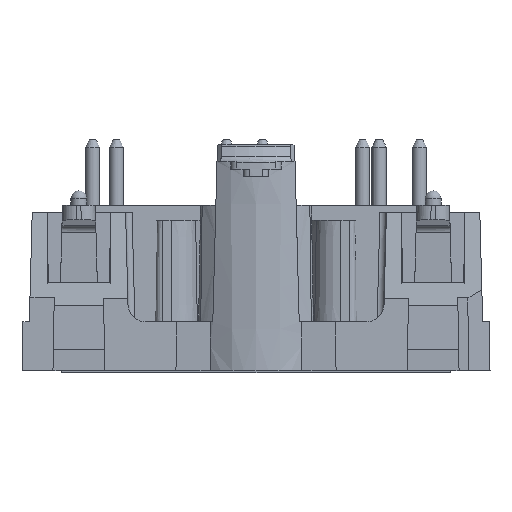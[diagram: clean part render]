
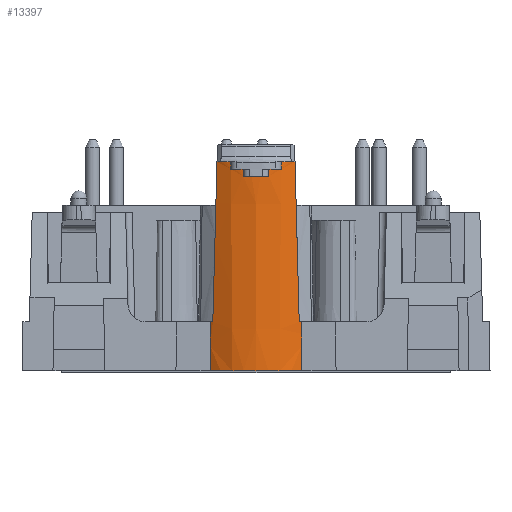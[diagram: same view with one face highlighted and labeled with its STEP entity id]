
A CAD part, left-side view. The second image highlights one B-rep face of the part: STEP entity #13397.
In plain terms, the highlighted conical face has half-angle 0.516 degrees and reference radius 5.5 mm.
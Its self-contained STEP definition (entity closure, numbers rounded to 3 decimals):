
#42=CONICAL_SURFACE('',#18426,5.5,0.009);
#141=CIRCLE('',#17933,5.469);
#233=CIRCLE('',#18318,5.5);
#236=CIRCLE('',#18323,5.5);
#254=CIRCLE('',#18347,5.6);
#256=CIRCLE('',#18427,5.595);
#257=CIRCLE('',#18428,5.591);
#258=CIRCLE('',#18429,5.595);
#259=CIRCLE('',#18430,5.6);
#656=ELLIPSE('',#18363,248.172,3.71);
#672=ELLIPSE('',#18431,283.039,6.957);
#673=ELLIPSE('',#18432,248.172,3.71);
#674=ELLIPSE('',#18433,283.039,6.957);
#1762=B_SPLINE_CURVE_WITH_KNOTS('',3,(#26754,#26755,#26756,#26757),
 .UNSPECIFIED.,.F.,.F.,(4,4),(0.002,0.002),
 .UNSPECIFIED.);
#1763=B_SPLINE_CURVE_WITH_KNOTS('',3,(#26761,#26762,#26763,#26764),
 .UNSPECIFIED.,.F.,.F.,(4,4),(0.002,0.002),
 .UNSPECIFIED.);
#1764=B_SPLINE_CURVE_WITH_KNOTS('',3,(#26768,#26769,#26770,#26771),
 .UNSPECIFIED.,.F.,.F.,(4,4),(0.002,0.003),
 .UNSPECIFIED.);
#1765=B_SPLINE_CURVE_WITH_KNOTS('',3,(#26775,#26776,#26777,#26778),
 .UNSPECIFIED.,.F.,.F.,(4,4),(0.002,0.002),
 .UNSPECIFIED.);
#4416=ORIENTED_EDGE('',*,*,#6704,.T.);
#4417=ORIENTED_EDGE('',*,*,#6832,.T.);
#4418=ORIENTED_EDGE('',*,*,#6833,.T.);
#4419=ORIENTED_EDGE('',*,*,#6834,.T.);
#4420=ORIENTED_EDGE('',*,*,#6835,.T.);
#4421=ORIENTED_EDGE('',*,*,#6836,.T.);
#4422=ORIENTED_EDGE('',*,*,#6837,.T.);
#4423=ORIENTED_EDGE('',*,*,#6838,.T.);
#4424=ORIENTED_EDGE('',*,*,#6839,.T.);
#4425=ORIENTED_EDGE('',*,*,#6840,.F.);
#4426=ORIENTED_EDGE('',*,*,#6669,.T.);
#4427=ORIENTED_EDGE('',*,*,#6841,.T.);
#4428=ORIENTED_EDGE('',*,*,#6056,.F.);
#4429=ORIENTED_EDGE('',*,*,#6724,.F.);
#4430=ORIENTED_EDGE('',*,*,#6664,.T.);
#4431=ORIENTED_EDGE('',*,*,#6842,.F.);
#6056=EDGE_CURVE('',#7691,#7692,#141,.T.);
#6664=EDGE_CURVE('',#8099,#8100,#233,.T.);
#6669=EDGE_CURVE('',#8101,#8105,#236,.T.);
#6704=EDGE_CURVE('',#8134,#8138,#254,.T.);
#6724=EDGE_CURVE('',#8099,#7691,#656,.T.);
#6832=EDGE_CURVE('',#8138,#8207,#1762,.T.);
#6833=EDGE_CURVE('',#8207,#8208,#256,.T.);
#6834=EDGE_CURVE('',#8208,#8209,#1763,.T.);
#6835=EDGE_CURVE('',#8209,#8210,#257,.T.);
#6836=EDGE_CURVE('',#8210,#8211,#1764,.T.);
#6837=EDGE_CURVE('',#8211,#8212,#258,.T.);
#6838=EDGE_CURVE('',#8212,#8213,#1765,.T.);
#6839=EDGE_CURVE('',#8213,#8214,#259,.T.);
#6840=EDGE_CURVE('',#8101,#8214,#672,.F.);
#6841=EDGE_CURVE('',#8105,#7692,#673,.F.);
#6842=EDGE_CURVE('',#8134,#8100,#674,.F.);
#7691=VERTEX_POINT('',#25106);
#7692=VERTEX_POINT('',#25108);
#8099=VERTEX_POINT('',#26412);
#8100=VERTEX_POINT('',#26415);
#8101=VERTEX_POINT('',#26419);
#8105=VERTEX_POINT('',#26426);
#8134=VERTEX_POINT('',#26489);
#8138=VERTEX_POINT('',#26500);
#8207=VERTEX_POINT('',#26758);
#8208=VERTEX_POINT('',#26760);
#8209=VERTEX_POINT('',#26765);
#8210=VERTEX_POINT('',#26767);
#8211=VERTEX_POINT('',#26772);
#8212=VERTEX_POINT('',#26774);
#8213=VERTEX_POINT('',#26779);
#8214=VERTEX_POINT('',#26781);
#11244=EDGE_LOOP('',(#4416,#4417,#4418,#4419,#4420,#4421,#4422,#4423,#4424,
#4425,#4426,#4427,#4428,#4429,#4430,#4431));
#12146=FACE_BOUND('',#11244,.T.);
#13397=ADVANCED_FACE('',(#12146),#42,.T.);
#17933=AXIS2_PLACEMENT_3D('',#25107,#19662,#19663);
#18318=AXIS2_PLACEMENT_3D('',#26416,#20828,#20829);
#18323=AXIS2_PLACEMENT_3D('',#26427,#20839,#20840);
#18347=AXIS2_PLACEMENT_3D('',#26501,#20900,#20901);
#18363=AXIS2_PLACEMENT_3D('',#26539,#20942,#20943);
#18426=AXIS2_PLACEMENT_3D('',#26753,#21158,#21159);
#18427=AXIS2_PLACEMENT_3D('',#26759,#21160,#21161);
#18428=AXIS2_PLACEMENT_3D('',#26766,#21162,#21163);
#18429=AXIS2_PLACEMENT_3D('',#26773,#21164,#21165);
#18430=AXIS2_PLACEMENT_3D('',#26780,#21166,#21167);
#18431=AXIS2_PLACEMENT_3D('',#26782,#21168,#21169);
#18432=AXIS2_PLACEMENT_3D('',#26783,#21170,#21171);
#18433=AXIS2_PLACEMENT_3D('',#26784,#21172,#21173);
#19662=DIRECTION('',(0.,0.,-1.));
#19663=DIRECTION('',(-1.,0.,0.));
#20828=DIRECTION('',(0.,0.,-1.));
#20829=DIRECTION('',(-1.,0.,0.));
#20839=DIRECTION('',(0.,0.,-1.));
#20840=DIRECTION('',(-1.,0.,0.));
#20900=DIRECTION('',(0.,0.,-1.));
#20901=DIRECTION('',(-1.,0.,0.));
#20942=DIRECTION('',(1.,0.,0.017));
#20943=DIRECTION('',(-0.017,0.,1.));
#21158=DIRECTION('',(0.,0.,1.));
#21159=DIRECTION('',(-1.,0.,0.));
#21160=DIRECTION('',(0.,0.,-1.));
#21161=DIRECTION('',(-1.,0.,0.));
#21162=DIRECTION('',(0.,0.,-1.));
#21163=DIRECTION('',(-1.,0.,0.));
#21164=DIRECTION('',(0.,0.,-1.));
#21165=DIRECTION('',(-1.,0.,0.));
#21166=DIRECTION('',(0.,0.,-1.));
#21167=DIRECTION('',(-1.,0.,0.));
#21168=DIRECTION('',(0.,-1.,-0.026));
#21169=DIRECTION('',(0.,-0.026,1.));
#21170=DIRECTION('',(1.,0.,0.017));
#21171=DIRECTION('',(-0.017,0.,1.));
#21172=DIRECTION('',(0.,1.,-0.026));
#21173=DIRECTION('',(0.,0.026,1.));
#25106=CARTESIAN_POINT('',(-31.941,-3.193,0.));
#25107=CARTESIAN_POINT('',(-27.5,0.,0.));
#25108=CARTESIAN_POINT('',(-31.941,3.193,0.));
#26412=CARTESIAN_POINT('',(-32.,-3.162,3.4));
#26415=CARTESIAN_POINT('',(-32.11,-3.,3.4));
#26416=CARTESIAN_POINT('',(-27.5,0.,3.4));
#26419=CARTESIAN_POINT('',(-32.11,3.,3.4));
#26426=CARTESIAN_POINT('',(-32.,3.162,3.4));
#26427=CARTESIAN_POINT('',(-27.5,0.,3.4));
#26489=CARTESIAN_POINT('',(-32.401,-2.709,14.5));
#26500=CARTESIAN_POINT('',(-32.82,-1.75,14.5));
#26501=CARTESIAN_POINT('',(-27.5,0.,14.5));
#26539=CARTESIAN_POINT('',(-29.735,0.,-126.336));
#26753=CARTESIAN_POINT('',(-27.5,0.,3.4));
#26754=CARTESIAN_POINT('',(-32.82,-1.75,14.5));
#26755=CARTESIAN_POINT('',(-32.818,-1.75,14.333));
#26756=CARTESIAN_POINT('',(-32.816,-1.75,14.167));
#26757=CARTESIAN_POINT('',(-32.815,-1.75,14.));
#26758=CARTESIAN_POINT('',(-32.815,-1.75,14.));
#26759=CARTESIAN_POINT('',(-27.5,0.,14.));
#26760=CARTESIAN_POINT('',(-33.023,-0.9,14.));
#26761=CARTESIAN_POINT('',(-33.023,-0.9,14.));
#26762=CARTESIAN_POINT('',(-33.021,-0.9,13.833));
#26763=CARTESIAN_POINT('',(-33.02,-0.9,13.667));
#26764=CARTESIAN_POINT('',(-33.018,-0.9,13.5));
#26765=CARTESIAN_POINT('',(-33.018,-0.9,13.5));
#26766=CARTESIAN_POINT('',(-27.5,0.,13.5));
#26767=CARTESIAN_POINT('',(-33.018,0.9,13.5));
#26768=CARTESIAN_POINT('',(-33.018,0.9,13.5));
#26769=CARTESIAN_POINT('',(-33.02,0.9,13.667));
#26770=CARTESIAN_POINT('',(-33.021,0.9,13.833));
#26771=CARTESIAN_POINT('',(-33.023,0.9,14.));
#26772=CARTESIAN_POINT('',(-33.023,0.9,14.));
#26773=CARTESIAN_POINT('',(-27.5,0.,14.));
#26774=CARTESIAN_POINT('',(-32.815,1.75,14.));
#26775=CARTESIAN_POINT('',(-32.815,1.75,14.));
#26776=CARTESIAN_POINT('',(-32.816,1.75,14.167));
#26777=CARTESIAN_POINT('',(-32.818,1.75,14.333));
#26778=CARTESIAN_POINT('',(-32.82,1.75,14.5));
#26779=CARTESIAN_POINT('',(-32.82,1.75,14.5));
#26780=CARTESIAN_POINT('',(-27.5,0.,14.5));
#26781=CARTESIAN_POINT('',(-32.401,2.709,14.5));
#26782=CARTESIAN_POINT('',(-27.5,-2.549,215.309));
#26783=CARTESIAN_POINT('',(-29.735,0.,-126.336));
#26784=CARTESIAN_POINT('',(-27.5,2.549,215.309));
